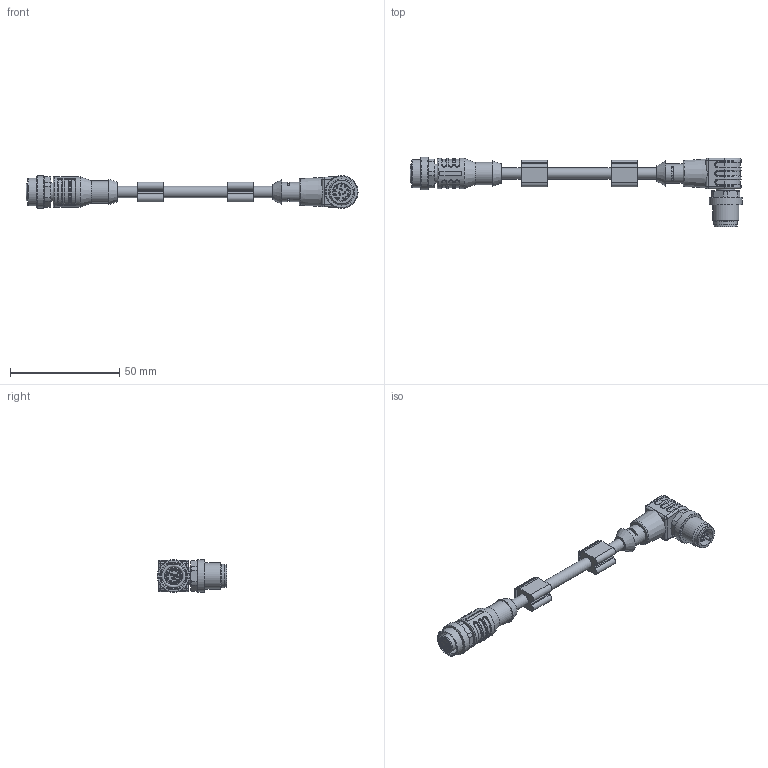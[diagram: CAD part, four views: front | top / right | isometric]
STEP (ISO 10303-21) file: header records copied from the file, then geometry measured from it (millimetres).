
FILE_DESCRIPTION(/* description */ (''),/* implementation_level */ '2;1');
FILE_NAME(/* name */ 'AL-WAK12_AL-WWAS12-m.stp',/* time_stamp */ '2020-09-23T08:43:25+02:00',/* author */ ('ESCHA GmbH & Co. KG'),/* organization */ ('ESCHA GmbH & Co. KG'),/* preprocessor_version */ 'ST-DEVELOPER v16',/* originating_system */ 'SIEMENS PLM Software NX 10.0',/* authorisation */ '');
FILE_SCHEMA (('AUTOMOTIVE_DESIGN { 1 0 10303 214 3 1 1 1 }'));
Length unit declared in the file: millimetre
Products named in the file (1): AL-WAK12_AL-WWAS12_stp
Bounding box: 152.1 x 31.9 x 15 mm (x, y, z)
Volume: 14451.5 mm3; surface area: 8350.3 mm2
Topology: 1 solids, 1 shells, 836 faces, 2114 edges, 1360 vertices
Faces by surface type: plane 302, extrusion 232, cylinder 171, torus 44, bspline 38, cone 35, sphere 14
Full cylindrical faces by diameter (mm): 0.6 x12, 0.7 x12, 5.2 x3, 8.3 x1, 8.7 x2, 8.8 x1, 10.2 x1, 10.5 x1, 10.8 x1, 10.95 x1, 11.8 x1, 12 x1, 12.3 x1, 12.8 x1, 14 x1, 15 x2
Entity records: 27982 total; most frequent: CARTESIAN_POINT 9370, ORIENTED_EDGE 3970, DIRECTION 3232, EDGE_CURVE 1985, VERTEX_POINT 1318, VECTOR 1188, AXIS2_PLACEMENT_3D 1022, EDGE_LOOP 1009
